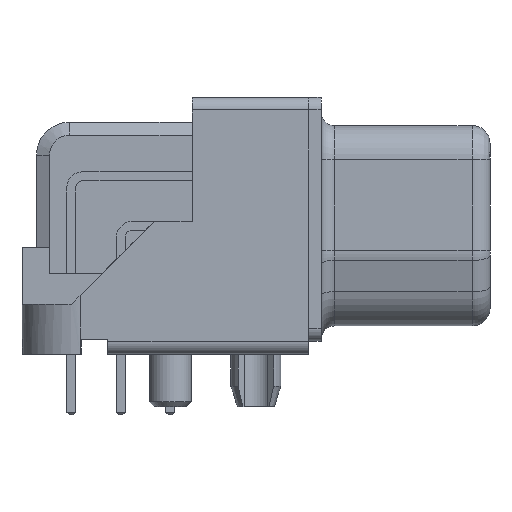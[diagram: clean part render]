
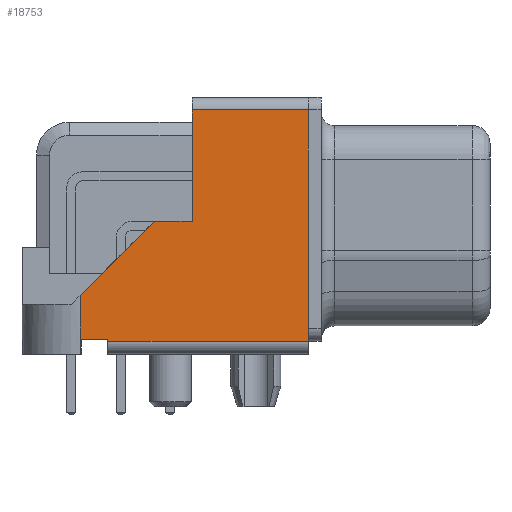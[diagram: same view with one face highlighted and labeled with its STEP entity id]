
A CAD part, left-side view. The second image highlights one B-rep face of the part: STEP entity #18753.
In plain terms, the highlighted planar face has unit normal (-1, 0, 0).
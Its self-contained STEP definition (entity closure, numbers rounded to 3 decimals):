
#13=DIRECTION('',(0.,0.,1.));
#5961=VECTOR('',#5962,1.);
#5962=DIRECTION('',(0.,1.,0.));
#6040=DIRECTION('',(0.,0.,-1.));
#6049=VECTOR('',#13,1.);
#6202=DIRECTION('',(-1.,0.,0.));
#6559=VECTOR('',#6040,1.);
#9909=VERTEX_POINT('',#9910);
#9910=CARTESIAN_POINT('',(-8.89,-0.335,0.));
#9926=VERTEX_POINT('',#9927);
#9927=CARTESIAN_POINT('',(-8.89,-0.335,2.255));
#9931=ORIENTED_EDGE('',*,*,#9932,.F.);
#9932=EDGE_CURVE('',#9909,#9926,#9933,.T.);
#9933=LINE('',#9910,#6049);
#9956=VERTEX_POINT('',#9957);
#9957=CARTESIAN_POINT('',(-8.89,-0.39,0.56));
#9959=ORIENTED_EDGE('',*,*,#9960,.F.);
#9960=EDGE_CURVE('',#9961,#9956,#9963,.T.);
#9961=VERTEX_POINT('',#9962);
#9962=CARTESIAN_POINT('',(-8.89,-1.41,0.56));
#9963=LINE('',#9962,#5961);
#15888=VECTOR('',#15889,1.);
#15889=DIRECTION('',(0.,-0.707,0.707));
#18716=ORIENTED_EDGE('',*,*,#18717,.F.);
#18717=EDGE_CURVE('',#9926,#18718,#18720,.T.);
#18718=VERTEX_POINT('',#18719);
#18719=CARTESIAN_POINT('',(-8.89,-3.2,5.12));
#18720=LINE('',#18721,#15888);
#18721=CARTESIAN_POINT('',(-8.89,0.,1.92));
#18744=ORIENTED_EDGE('',*,*,#18745,.F.);
#18745=EDGE_CURVE('',#18746,#9909,#18748,.T.);
#18746=VERTEX_POINT('',#18747);
#18747=CARTESIAN_POINT('',(-8.89,-0.39,0.));
#18748=LINE('',#18749,#5961);
#18749=CARTESIAN_POINT('',(-8.89,-9.13,0.));
#18753=ADVANCED_FACE('',(#18754),#18793,.T.);
#18754=FACE_BOUND('',#18755,.T.);
#18755=EDGE_LOOP('',(#18756,#18762,#18767,#18772,#18776,#18781,#18787,    #18716,#9931,#18744,#18790,#9959));
#18756=ORIENTED_EDGE('',*,*,#18757,.F.);
#18757=EDGE_CURVE('',#18758,#9961,#18760,.T.);
#18758=VERTEX_POINT('',#18759);
#18759=CARTESIAN_POINT('',(-8.89,-1.41,0.5));
#18760=LINE('',#18761,#6049);
#18761=CARTESIAN_POINT('',(-8.89,-1.41,0.));
#18762=ORIENTED_EDGE('',*,*,#18763,.F.);
#18763=EDGE_CURVE('',#18764,#18758,#18766,.T.);
#18764=VERTEX_POINT('',#18765);
#18765=CARTESIAN_POINT('',(-8.89,-9.13,0.5));
#18766=LINE('',#18765,#5961);
#18767=ORIENTED_EDGE('',*,*,#18768,.T.);
#18768=EDGE_CURVE('',#18764,#18769,#18771,.T.);
#18769=VERTEX_POINT('',#18770);
#18770=CARTESIAN_POINT('',(-8.89,-9.13,1.01));
#18771=LINE('',#18749,#6049);
#18772=ORIENTED_EDGE('',*,*,#18773,.T.);
#18773=EDGE_CURVE('',#18769,#18774,#18771,.T.);
#18774=VERTEX_POINT('',#18775);
#18775=CARTESIAN_POINT('',(-8.89,-9.13,9.41));
#18776=ORIENTED_EDGE('',*,*,#18777,.T.);
#18777=EDGE_CURVE('',#18774,#18778,#18780,.T.);
#18778=VERTEX_POINT('',#18779);
#18779=CARTESIAN_POINT('',(-8.89,-4.66,9.41));
#18780=LINE('',#18775,#5961);
#18781=ORIENTED_EDGE('',*,*,#18782,.T.);
#18782=EDGE_CURVE('',#18778,#18783,#18785,.T.);
#18783=VERTEX_POINT('',#18784);
#18784=CARTESIAN_POINT('',(-8.89,-4.66,5.12));
#18785=LINE('',#18786,#6559);
#18786=CARTESIAN_POINT('',(-8.89,-4.66,9.91));
#18787=ORIENTED_EDGE('',*,*,#18788,.T.);
#18788=EDGE_CURVE('',#18783,#18718,#18789,.T.);
#18789=LINE('',#18784,#5961);
#18790=ORIENTED_EDGE('',*,*,#18791,.T.);
#18791=EDGE_CURVE('',#18746,#9956,#18792,.T.);
#18792=LINE('',#18747,#6049);
#18793=PLANE('',#18794);
#18794=AXIS2_PLACEMENT_3D('',#18749,#6202,#5962);
